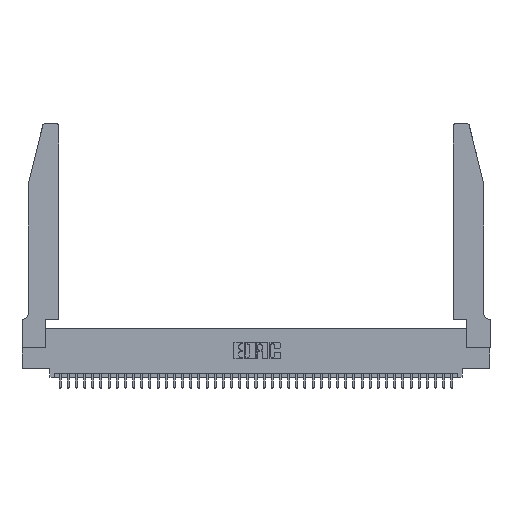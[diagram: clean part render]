
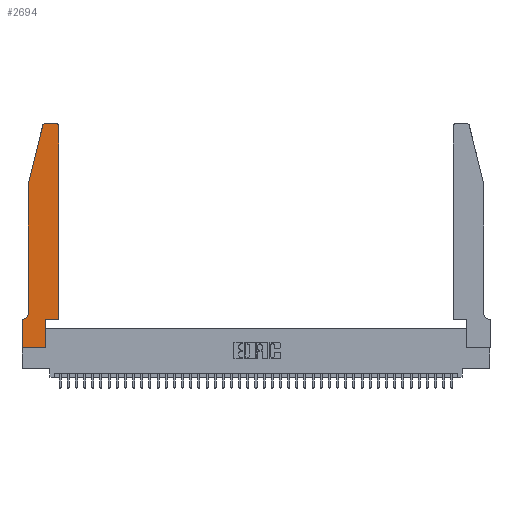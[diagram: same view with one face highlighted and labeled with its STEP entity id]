
A CAD part, top view. The second image highlights one B-rep face of the part: STEP entity #2694.
In plain terms, the highlighted planar face has unit normal (0, 0, 1).
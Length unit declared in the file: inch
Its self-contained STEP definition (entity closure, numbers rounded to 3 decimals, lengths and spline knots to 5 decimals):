
#432 = DIRECTION ( 'NONE',  ( -0.239, -0.971, 0. ) ) ;
#512 = EDGE_CURVE ( 'NONE', #25271, #5598, #6301, .T. ) ;
#883 = LINE ( 'NONE', #17425, #12779 ) ;
#907 = CARTESIAN_POINT ( 'NONE',  ( 0.4205, 2.72, 0.37 ) ) ;
#1437 = DIRECTION ( 'NONE',  ( 1., 0., 0. ) ) ;
#1698 = DIRECTION ( 'NONE',  ( -1., 0., 0. ) ) ;
#1770 = AXIS2_PLACEMENT_3D ( 'NONE', #10904, #37077, #1437 ) ;
#2694 = ADVANCED_FACE ( 'NONE', ( #27601 ), #41921, .T. ) ;
#2884 = LINE ( 'NONE', #37289, #7460 ) ;
#4052 = EDGE_CURVE ( 'NONE', #41966, #17171, #18524, .T. ) ;
#4061 = DIRECTION ( 'NONE',  ( 0., 0., -1. ) ) ;
#4118 = LINE ( 'NONE', #9929, #31774 ) ;
#4206 = CARTESIAN_POINT ( 'NONE',  ( 0.0055, 0.42, 0.37 ) ) ;
#4277 = CIRCLE ( 'NONE', #20379, 0.03 ) ;
#4645 = EDGE_LOOP ( 'NONE', ( #38248, #37808, #7971, #17339, #26392, #14962, #34966, #36066, #26306, #18684, #40683, #42133 ) ) ;
#5449 = VERTEX_POINT ( 'NONE', #26278 ) ;
#5598 = VERTEX_POINT ( 'NONE', #15376 ) ;
#5767 = VECTOR ( 'NONE', #432, 39.37008 ) ;
#6272 = CARTESIAN_POINT ( 'NONE',  ( 0.25487, 2.72718, 0.37 ) ) ;
#6301 = LINE ( 'NONE', #19112, #5767 ) ;
#6359 = CARTESIAN_POINT ( 'NONE',  ( 0.2865, 0.35, 0.37 ) ) ;
#6593 = EDGE_CURVE ( 'NONE', #10183, #36625, #883, .T. ) ;
#7382 = VECTOR ( 'NONE', #29320, 39.37008 ) ;
#7460 = VECTOR ( 'NONE', #8353, 39.37008 ) ;
#7971 = ORIENTED_EDGE ( 'NONE', *, *, #512, .T. ) ;
#8353 = DIRECTION ( 'NONE',  ( 1., 0., 0. ) ) ;
#9925 = CARTESIAN_POINT ( 'NONE',  ( 0.4505, 0.35, 0.37 ) ) ;
#9929 = CARTESIAN_POINT ( 'NONE',  ( 0.0755, 0.35, 0.37 ) ) ;
#10183 = VERTEX_POINT ( 'NONE', #34444 ) ;
#10517 = VERTEX_POINT ( 'NONE', #6359 ) ;
#10628 = DIRECTION ( 'NONE',  ( 0., 1., 0. ) ) ;
#10904 = CARTESIAN_POINT ( 'NONE',  ( 0.284, 2.72, 0.37 ) ) ;
#10988 = LINE ( 'NONE', #38780, #7382 ) ;
#11193 = AXIS2_PLACEMENT_3D ( 'NONE', #4206, #4061, #26937 ) ;
#11263 = DIRECTION ( 'NONE',  ( 0., 0., 1. ) ) ;
#11285 = EDGE_CURVE ( 'NONE', #36625, #25271, #40359, .T. ) ;
#12406 = CARTESIAN_POINT ( 'NONE',  ( 0., 0.35, 0.37 ) ) ;
#12420 = LINE ( 'NONE', #26778, #12963 ) ;
#12779 = VECTOR ( 'NONE', #1698, 39.37008 ) ;
#12963 = VECTOR ( 'NONE', #10628, 39.37008 ) ;
#13240 = VECTOR ( 'NONE', #35596, 39.37008 ) ;
#13247 = DIRECTION ( 'NONE',  ( -1., 0., 0. ) ) ;
#13912 = CARTESIAN_POINT ( 'NONE',  ( 0.0055, 0.35, 0.37 ) ) ;
#13978 = VERTEX_POINT ( 'NONE', #25037 ) ;
#14484 = DIRECTION ( 'NONE',  ( 0., 1., 0. ) ) ;
#14962 = ORIENTED_EDGE ( 'NONE', *, *, #31955, .T. ) ;
#15092 = DIRECTION ( 'NONE',  ( 0., 0., 1. ) ) ;
#15201 = VERTEX_POINT ( 'NONE', #20911 ) ;
#15203 = LINE ( 'NONE', #34101, #40379 ) ;
#15376 = CARTESIAN_POINT ( 'NONE',  ( 0.0755, 2., 0.37 ) ) ;
#15383 = DIRECTION ( 'NONE',  ( 1., 0., 0. ) ) ;
#17171 = VERTEX_POINT ( 'NONE', #13912 ) ;
#17339 = ORIENTED_EDGE ( 'NONE', *, *, #39084, .T. ) ;
#17425 = CARTESIAN_POINT ( 'NONE',  ( 0.2605, 2.75, 0.37 ) ) ;
#18305 = LINE ( 'NONE', #29574, #13240 ) ;
#18524 = CIRCLE ( 'NONE', #11193, 0.07 ) ;
#18684 = ORIENTED_EDGE ( 'NONE', *, *, #37096, .T. ) ;
#19112 = CARTESIAN_POINT ( 'NONE',  ( 0.0755, 2., 0.37 ) ) ;
#19825 = VECTOR ( 'NONE', #36110, 39.37008 ) ;
#20379 = AXIS2_PLACEMENT_3D ( 'NONE', #907, #11263, #20963 ) ;
#20911 = CARTESIAN_POINT ( 'NONE',  ( 0.4505, 0.35, 0.37 ) ) ;
#20963 = DIRECTION ( 'NONE',  ( 1., 0., 0. ) ) ;
#23178 = AXIS2_PLACEMENT_3D ( 'NONE', #12406, #15092, #15383 ) ;
#25037 = CARTESIAN_POINT ( 'NONE',  ( 0., 0.35, 0.37 ) ) ;
#25271 = VERTEX_POINT ( 'NONE', #6272 ) ;
#26278 = CARTESIAN_POINT ( 'NONE',  ( 0., 0., 0.37 ) ) ;
#26306 = ORIENTED_EDGE ( 'NONE', *, *, #37298, .T. ) ;
#26392 = ORIENTED_EDGE ( 'NONE', *, *, #4052, .T. ) ;
#26778 = CARTESIAN_POINT ( 'NONE',  ( 0.4505, 0.35, 0.37 ) ) ;
#26937 = DIRECTION ( 'NONE',  ( -1., 0., 0. ) ) ;
#27120 = CARTESIAN_POINT ( 'NONE',  ( 0.2865, 0., 0.37 ) ) ;
#27171 = VERTEX_POINT ( 'NONE', #42011 ) ;
#27601 = FACE_OUTER_BOUND ( 'NONE', #4645, .T. ) ;
#29320 = DIRECTION ( 'NONE',  ( 0., -1., 0. ) ) ;
#29574 = CARTESIAN_POINT ( 'NONE',  ( 0., 0., 0.37 ) ) ;
#30737 = CARTESIAN_POINT ( 'NONE',  ( 0.0755, 0.42, 0.37 ) ) ;
#31774 = VECTOR ( 'NONE', #13247, 39.37008 ) ;
#31955 = EDGE_CURVE ( 'NONE', #17171, #13978, #4118, .T. ) ;
#33715 = CARTESIAN_POINT ( 'NONE',  ( 0.284, 2.75, 0.37 ) ) ;
#34101 = CARTESIAN_POINT ( 'NONE',  ( 0.2865, 0.35, 0.37 ) ) ;
#34444 = CARTESIAN_POINT ( 'NONE',  ( 0.4205, 2.75, 0.37 ) ) ;
#34966 = ORIENTED_EDGE ( 'NONE', *, *, #36318, .T. ) ;
#35596 = DIRECTION ( 'NONE',  ( 0., -1., 0. ) ) ;
#36066 = ORIENTED_EDGE ( 'NONE', *, *, #37936, .T. ) ;
#36110 = DIRECTION ( 'NONE',  ( 1., 0., 0. ) ) ;
#36318 = EDGE_CURVE ( 'NONE', #13978, #5449, #18305, .T. ) ;
#36575 = VERTEX_POINT ( 'NONE', #27120 ) ;
#36625 = VERTEX_POINT ( 'NONE', #33715 ) ;
#37077 = DIRECTION ( 'NONE',  ( 0., 0., 1. ) ) ;
#37096 = EDGE_CURVE ( 'NONE', #10517, #15201, #39814, .T. ) ;
#37289 = CARTESIAN_POINT ( 'NONE',  ( 0., 0., 0.37 ) ) ;
#37298 = EDGE_CURVE ( 'NONE', #36575, #10517, #15203, .T. ) ;
#37808 = ORIENTED_EDGE ( 'NONE', *, *, #11285, .T. ) ;
#37936 = EDGE_CURVE ( 'NONE', #5449, #36575, #2884, .T. ) ;
#38248 = ORIENTED_EDGE ( 'NONE', *, *, #6593, .T. ) ;
#38780 = CARTESIAN_POINT ( 'NONE',  ( 0.0755, 2., 0.37 ) ) ;
#39084 = EDGE_CURVE ( 'NONE', #5598, #41966, #10988, .T. ) ;
#39342 = EDGE_CURVE ( 'NONE', #27171, #10183, #4277, .T. ) ;
#39814 = LINE ( 'NONE', #9925, #19825 ) ;
#39902 = EDGE_CURVE ( 'NONE', #15201, #27171, #12420, .T. ) ;
#40359 = CIRCLE ( 'NONE', #1770, 0.03 ) ;
#40379 = VECTOR ( 'NONE', #14484, 39.37008 ) ;
#40683 = ORIENTED_EDGE ( 'NONE', *, *, #39902, .T. ) ;
#41921 = PLANE ( 'NONE',  #23178 ) ;
#41966 = VERTEX_POINT ( 'NONE', #30737 ) ;
#42011 = CARTESIAN_POINT ( 'NONE',  ( 0.4505, 2.72, 0.37 ) ) ;
#42133 = ORIENTED_EDGE ( 'NONE', *, *, #39342, .T. ) ;
